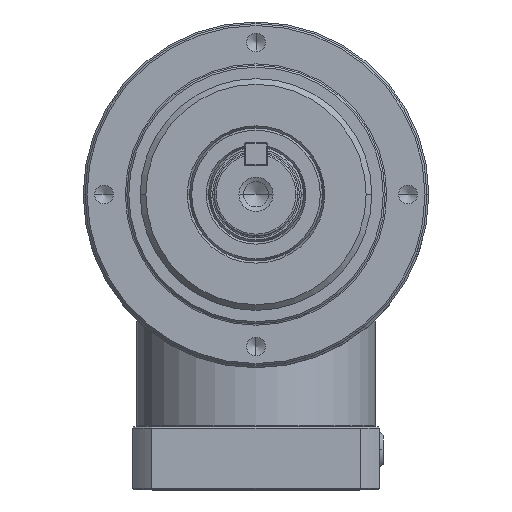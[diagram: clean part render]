
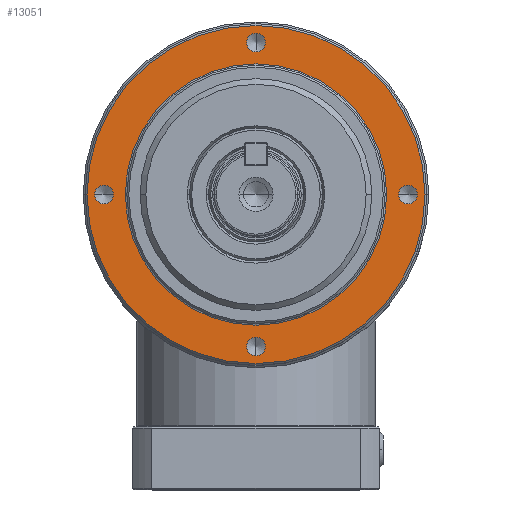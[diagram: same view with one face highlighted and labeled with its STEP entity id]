
A CAD part, top view. The second image highlights one B-rep face of the part: STEP entity #13051.
In plain terms, the highlighted planar face has unit normal (0, 0, 1).
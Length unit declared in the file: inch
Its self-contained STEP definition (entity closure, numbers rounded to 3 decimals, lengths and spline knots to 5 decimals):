
#69 = CARTESIAN_POINT ( 'NONE',  ( -1.47801, 0., 0. ) ) ;
#98 = AXIS2_PLACEMENT_3D ( 'NONE', #20988, #9351, #22878 ) ;
#605 = CIRCLE ( 'NONE', #18482, 1.75197 ) ;
#711 = CARTESIAN_POINT ( 'NONE',  ( 0., 1.67159, 0. ) ) ;
#946 = CARTESIAN_POINT ( 'NONE',  ( 1.75197, 0., 0. ) ) ;
#953 = EDGE_CURVE ( 'NONE', #1061, #8216, #14241, .T. ) ;
#1061 = VERTEX_POINT ( 'NONE', #14507 ) ;
#1175 = AXIS2_PLACEMENT_3D ( 'NONE', #6289, #19850, #8243 ) ;
#1191 = AXIS2_PLACEMENT_3D ( 'NONE', #18730, #12971, #1339 ) ;
#1339 = DIRECTION ( 'NONE',  ( -1., 0., 0. ) ) ;
#1395 = CIRCLE ( 'NONE', #11807, 0.09679 ) ;
#1416 = VERTEX_POINT ( 'NONE', #6557 ) ;
#2699 = EDGE_CURVE ( 'NONE', #5959, #1416, #7477, .T. ) ;
#2916 = EDGE_LOOP ( 'NONE', ( #19576, #3268 ) ) ;
#3268 = ORIENTED_EDGE ( 'NONE', *, *, #3889, .T. ) ;
#3400 = ORIENTED_EDGE ( 'NONE', *, *, #6051, .T. ) ;
#3626 = DIRECTION ( 'NONE',  ( 0., 0., 1. ) ) ;
#3889 = EDGE_CURVE ( 'NONE', #4652, #14797, #18841, .T. ) ;
#4288 = DIRECTION ( 'NONE',  ( 0., 0., -1. ) ) ;
#4385 = CIRCLE ( 'NONE', #98, 0.09679 ) ;
#4652 = VERTEX_POINT ( 'NONE', #11854 ) ;
#4889 = DIRECTION ( 'NONE',  ( 0., 0., -1. ) ) ;
#5064 = PLANE ( 'NONE',  #1191 ) ;
#5198 = EDGE_CURVE ( 'NONE', #14797, #4652, #6060, .T. ) ;
#5400 = DIRECTION ( 'NONE',  ( 0., 0., -1. ) ) ;
#5959 = VERTEX_POINT ( 'NONE', #24428 ) ;
#6051 = EDGE_CURVE ( 'NONE', #16978, #8007, #4385, .T. ) ;
#6060 = CIRCLE ( 'NONE', #9662, 0.09679 ) ;
#6124 = CARTESIAN_POINT ( 'NONE',  ( 1.67159, 0., 0. ) ) ;
#6289 = CARTESIAN_POINT ( 'NONE',  ( 0., 0., 0. ) ) ;
#6557 = CARTESIAN_POINT ( 'NONE',  ( 1.35433, 0., 0. ) ) ;
#6856 = AXIS2_PLACEMENT_3D ( 'NONE', #22219, #10669, #24098 ) ;
#6921 = DIRECTION ( 'NONE',  ( 0., 0., -1. ) ) ;
#7143 = CIRCLE ( 'NONE', #11256, 1.35433 ) ;
#7477 = CIRCLE ( 'NONE', #1175, 1.35433 ) ;
#7937 = CIRCLE ( 'NONE', #12673, 0.09679 ) ;
#8007 = VERTEX_POINT ( 'NONE', #10982 ) ;
#8216 = VERTEX_POINT ( 'NONE', #69 ) ;
#8243 = DIRECTION ( 'NONE',  ( -1., 0., 0. ) ) ;
#8570 = CARTESIAN_POINT ( 'NONE',  ( 1.5748, 0., 0. ) ) ;
#8807 = FACE_BOUND ( 'NONE', #10754, .T. ) ;
#8963 = EDGE_CURVE ( 'NONE', #12458, #20223, #16973, .T. ) ;
#9062 = EDGE_LOOP ( 'NONE', ( #9484, #10802 ) ) ;
#9082 = EDGE_LOOP ( 'NONE', ( #10228, #10294 ) ) ;
#9210 = CARTESIAN_POINT ( 'NONE',  ( 0., -1.5748, 0. ) ) ;
#9351 = DIRECTION ( 'NONE',  ( 0., 0., -1. ) ) ;
#9406 = FACE_OUTER_BOUND ( 'NONE', #13325, .T. ) ;
#9464 = EDGE_CURVE ( 'NONE', #11541, #16942, #13255, .T. ) ;
#9484 = ORIENTED_EDGE ( 'NONE', *, *, #9464, .T. ) ;
#9614 = CARTESIAN_POINT ( 'NONE',  ( 0., 0., 0. ) ) ;
#9662 = AXIS2_PLACEMENT_3D ( 'NONE', #15975, #4288, #17930 ) ;
#10228 = ORIENTED_EDGE ( 'NONE', *, *, #953, .T. ) ;
#10294 = ORIENTED_EDGE ( 'NONE', *, *, #19781, .T. ) ;
#10536 = DIRECTION ( 'NONE',  ( 1., 0., 0. ) ) ;
#10669 = DIRECTION ( 'NONE',  ( 0., 0., -1. ) ) ;
#10754 = EDGE_LOOP ( 'NONE', ( #19676, #17385 ) ) ;
#10802 = ORIENTED_EDGE ( 'NONE', *, *, #13507, .T. ) ;
#10982 = CARTESIAN_POINT ( 'NONE',  ( 0., -1.67159, 0. ) ) ;
#11226 = DIRECTION ( 'NONE',  ( 0., -1., 0. ) ) ;
#11256 = AXIS2_PLACEMENT_3D ( 'NONE', #15303, #3626, #17256 ) ;
#11360 = AXIS2_PLACEMENT_3D ( 'NONE', #8570, #22119, #10536 ) ;
#11403 = EDGE_CURVE ( 'NONE', #1416, #5959, #7143, .T. ) ;
#11541 = VERTEX_POINT ( 'NONE', #6124 ) ;
#11608 = DIRECTION ( 'NONE',  ( -1., 0., 0. ) ) ;
#11651 = AXIS2_PLACEMENT_3D ( 'NONE', #16550, #4889, #18476 ) ;
#11807 = AXIS2_PLACEMENT_3D ( 'NONE', #17054, #5400, #18956 ) ;
#11854 = CARTESIAN_POINT ( 'NONE',  ( 0., 1.47801, 0. ) ) ;
#12020 = ORIENTED_EDGE ( 'NONE', *, *, #8963, .F. ) ;
#12458 = VERTEX_POINT ( 'NONE', #18500 ) ;
#12673 = AXIS2_PLACEMENT_3D ( 'NONE', #9210, #22758, #11226 ) ;
#12971 = DIRECTION ( 'NONE',  ( 0., 0., -1. ) ) ;
#13051 = ADVANCED_FACE ( 'NONE', ( #9406, #19146, #24172, #14600, #13994, #8807 ), #5064, .F. ) ;
#13255 = CIRCLE ( 'NONE', #11360, 0.09679 ) ;
#13325 = EDGE_LOOP ( 'NONE', ( #12020, #14582 ) ) ;
#13507 = EDGE_CURVE ( 'NONE', #16942, #11541, #22102, .T. ) ;
#13994 = FACE_BOUND ( 'NONE', #9062, .T. ) ;
#14241 = CIRCLE ( 'NONE', #23107, 0.09679 ) ;
#14507 = CARTESIAN_POINT ( 'NONE',  ( -1.67159, 0., 0. ) ) ;
#14582 = ORIENTED_EDGE ( 'NONE', *, *, #16797, .F. ) ;
#14600 = FACE_BOUND ( 'NONE', #2916, .T. ) ;
#14797 = VERTEX_POINT ( 'NONE', #711 ) ;
#15303 = CARTESIAN_POINT ( 'NONE',  ( 0., 0., 0. ) ) ;
#15975 = CARTESIAN_POINT ( 'NONE',  ( 0., 1.5748, 0. ) ) ;
#16550 = CARTESIAN_POINT ( 'NONE',  ( 0., 1.5748, 0. ) ) ;
#16797 = EDGE_CURVE ( 'NONE', #20223, #12458, #605, .T. ) ;
#16942 = VERTEX_POINT ( 'NONE', #18645 ) ;
#16973 = CIRCLE ( 'NONE', #22330, 1.75197 ) ;
#16978 = VERTEX_POINT ( 'NONE', #16990 ) ;
#16990 = CARTESIAN_POINT ( 'NONE',  ( 0., -1.47801, 0. ) ) ;
#17054 = CARTESIAN_POINT ( 'NONE',  ( -1.5748, 0., 0. ) ) ;
#17256 = DIRECTION ( 'NONE',  ( -1., 0., 0. ) ) ;
#17385 = ORIENTED_EDGE ( 'NONE', *, *, #11403, .F. ) ;
#17930 = DIRECTION ( 'NONE',  ( 0., 1., 0. ) ) ;
#18351 = EDGE_LOOP ( 'NONE', ( #19039, #3400 ) ) ;
#18476 = DIRECTION ( 'NONE',  ( 0., 1., 0. ) ) ;
#18482 = AXIS2_PLACEMENT_3D ( 'NONE', #9614, #23117, #11608 ) ;
#18500 = CARTESIAN_POINT ( 'NONE',  ( -1.75197, 0., 0. ) ) ;
#18529 = CARTESIAN_POINT ( 'NONE',  ( 0., 0., 0. ) ) ;
#18553 = DIRECTION ( 'NONE',  ( -1., 0., 0. ) ) ;
#18634 = DIRECTION ( 'NONE',  ( 0., 0., -1. ) ) ;
#18645 = CARTESIAN_POINT ( 'NONE',  ( 1.47801, 0., 0. ) ) ;
#18667 = CARTESIAN_POINT ( 'NONE',  ( -1.5748, 0., 0. ) ) ;
#18730 = CARTESIAN_POINT ( 'NONE',  ( 0., 0., 0. ) ) ;
#18841 = CIRCLE ( 'NONE', #11651, 0.09679 ) ;
#18956 = DIRECTION ( 'NONE',  ( -1., 0., 0. ) ) ;
#19039 = ORIENTED_EDGE ( 'NONE', *, *, #22336, .T. ) ;
#19146 = FACE_BOUND ( 'NONE', #18351, .T. ) ;
#19576 = ORIENTED_EDGE ( 'NONE', *, *, #5198, .T. ) ;
#19676 = ORIENTED_EDGE ( 'NONE', *, *, #2699, .F. ) ;
#19781 = EDGE_CURVE ( 'NONE', #8216, #1061, #1395, .T. ) ;
#19850 = DIRECTION ( 'NONE',  ( 0., 0., 1. ) ) ;
#20223 = VERTEX_POINT ( 'NONE', #946 ) ;
#20474 = DIRECTION ( 'NONE',  ( -1., 0., 0. ) ) ;
#20988 = CARTESIAN_POINT ( 'NONE',  ( 0., -1.5748, 0. ) ) ;
#22102 = CIRCLE ( 'NONE', #6856, 0.09679 ) ;
#22119 = DIRECTION ( 'NONE',  ( 0., 0., -1. ) ) ;
#22219 = CARTESIAN_POINT ( 'NONE',  ( 1.5748, 0., 0. ) ) ;
#22330 = AXIS2_PLACEMENT_3D ( 'NONE', #18529, #6921, #20474 ) ;
#22336 = EDGE_CURVE ( 'NONE', #8007, #16978, #7937, .T. ) ;
#22758 = DIRECTION ( 'NONE',  ( 0., 0., -1. ) ) ;
#22878 = DIRECTION ( 'NONE',  ( 0., -1., 0. ) ) ;
#23107 = AXIS2_PLACEMENT_3D ( 'NONE', #18667, #18634, #18553 ) ;
#23117 = DIRECTION ( 'NONE',  ( 0., 0., -1. ) ) ;
#24098 = DIRECTION ( 'NONE',  ( 1., 0., 0. ) ) ;
#24172 = FACE_BOUND ( 'NONE', #9082, .T. ) ;
#24428 = CARTESIAN_POINT ( 'NONE',  ( -1.35433, 0., 0. ) ) ;
